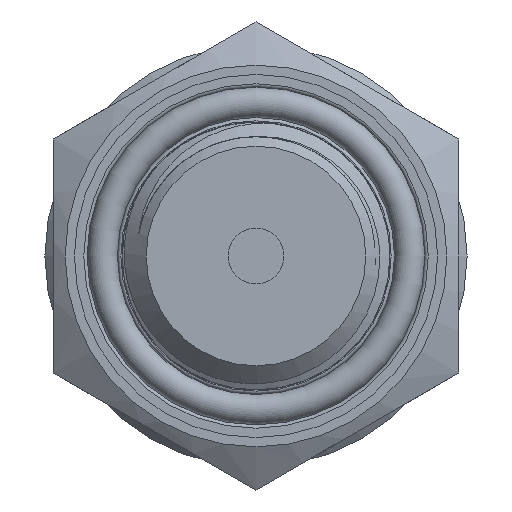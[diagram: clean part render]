
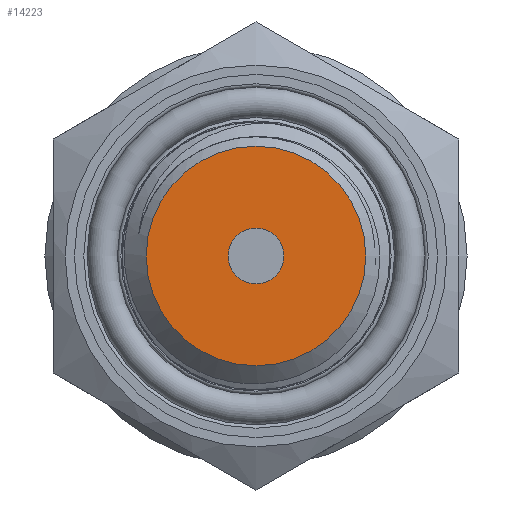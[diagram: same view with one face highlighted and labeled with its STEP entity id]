
A CAD part, left-side view. The second image highlights one B-rep face of the part: STEP entity #14223.
In plain terms, the highlighted planar face has unit normal (-1, 0, 0).
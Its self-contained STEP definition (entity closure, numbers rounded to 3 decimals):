
#171=FACE_BOUND('',#1988,.T.);
#239=PLANE('',#15014);
#1155=FACE_OUTER_BOUND('',#1987,.T.);
#1987=EDGE_LOOP('',(#11201));
#1988=EDGE_LOOP('',(#11202));
#2607=CIRCLE('',#14983,6.5);
#2622=CIRCLE('',#15013,1.65);
#6329=VERTEX_POINT('',#34371);
#6341=VERTEX_POINT('',#35086);
#8075=EDGE_CURVE('',#6329,#6329,#2607,.T.);
#8098=EDGE_CURVE('',#6341,#6341,#2622,.T.);
#11201=ORIENTED_EDGE('',*,*,#8075,.T.);
#11202=ORIENTED_EDGE('',*,*,#8098,.T.);
#14223=ADVANCED_FACE('',(#1155,#171),#239,.T.);
#14983=AXIS2_PLACEMENT_3D('',#34373,#16460,#16461);
#15013=AXIS2_PLACEMENT_3D('',#35087,#16528,#16529);
#15014=AXIS2_PLACEMENT_3D('',#35089,#16531,#16532);
#16460=DIRECTION('center_axis',(-1.,0.,0.));
#16461=DIRECTION('ref_axis',(0.,1.,0.));
#16528=DIRECTION('center_axis',(1.,0.,0.));
#16529=DIRECTION('ref_axis',(0.,0.,-1.));
#16531=DIRECTION('center_axis',(-1.,0.,0.));
#16532=DIRECTION('ref_axis',(0.,0.,1.));
#34371=CARTESIAN_POINT('',(0.,-6.5,0.));
#34373=CARTESIAN_POINT('Origin',(0.,0.,0.));
#35086=CARTESIAN_POINT('',(0.,-1.65,0.));
#35087=CARTESIAN_POINT('Origin',(0.,0.,0.));
#35089=CARTESIAN_POINT('Origin',(0.,8.,0.));
